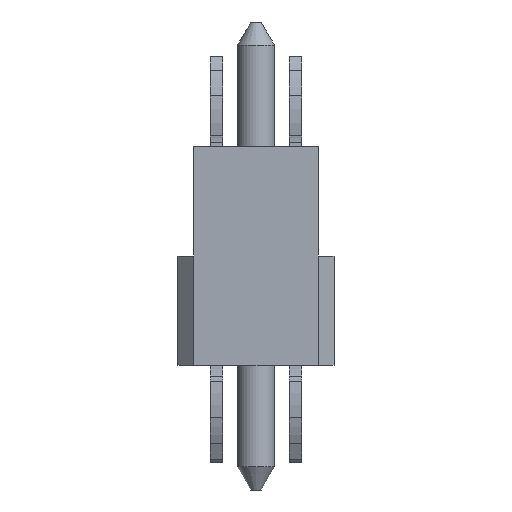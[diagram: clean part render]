
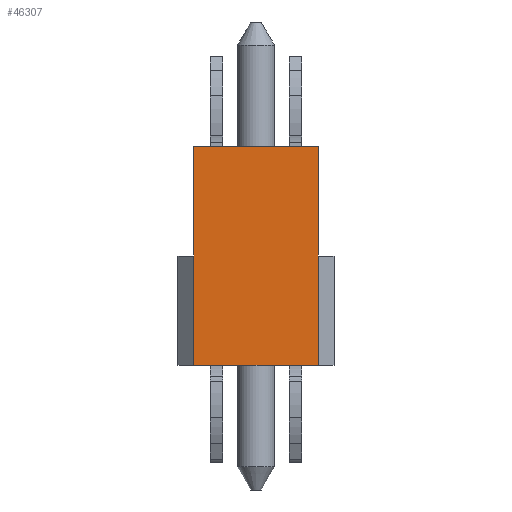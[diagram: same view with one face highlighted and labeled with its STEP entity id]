
A CAD part, left-side view. The second image highlights one B-rep face of the part: STEP entity #46307.
In plain terms, the highlighted planar face has unit normal (-1, 0, 0).
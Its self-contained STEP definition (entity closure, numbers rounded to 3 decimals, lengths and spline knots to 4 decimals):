
#6910=FACE_OUTER_BOUND('',#9553,.T.);
#9553=EDGE_LOOP('',(#42858,#42859,#42860,#42861,#42862,#42863));
#13566=LINE('',#79806,#17613);
#13576=LINE('',#79872,#17623);
#13589=LINE('',#79952,#17636);
#13590=LINE('',#79955,#17637);
#13608=LINE('',#79994,#17655);
#13609=LINE('',#79995,#17656);
#17613=VECTOR('',#65869,1000.);
#17623=VECTOR('',#65929,1000.);
#17636=VECTOR('',#66012,1000.);
#17637=VECTOR('',#66015,1000.);
#17655=VECTOR('',#66071,1000.);
#17656=VECTOR('',#66072,1000.);
#22188=VERTEX_POINT('',#79803);
#22189=VERTEX_POINT('',#79805);
#22218=VERTEX_POINT('',#79866);
#22220=VERTEX_POINT('',#79870);
#22252=VERTEX_POINT('',#79950);
#22253=VERTEX_POINT('',#79954);
#29038=EDGE_CURVE('',#22189,#22188,#13566,.T.);
#29071=EDGE_CURVE('',#22220,#22218,#13576,.T.);
#29111=EDGE_CURVE('',#22188,#22252,#13589,.T.);
#29112=EDGE_CURVE('',#22253,#22189,#13590,.T.);
#29132=EDGE_CURVE('',#22218,#22252,#13608,.F.);
#29133=EDGE_CURVE('',#22220,#22253,#13609,.F.);
#42858=ORIENTED_EDGE('',*,*,#29038,.T.);
#42859=ORIENTED_EDGE('',*,*,#29111,.T.);
#42860=ORIENTED_EDGE('',*,*,#29132,.F.);
#42861=ORIENTED_EDGE('',*,*,#29071,.F.);
#42862=ORIENTED_EDGE('',*,*,#29133,.T.);
#42863=ORIENTED_EDGE('',*,*,#29112,.T.);
#43915=PLANE('',#51564);
#46307=ADVANCED_FACE('',(#6910),#43915,.F.);
#51564=AXIS2_PLACEMENT_3D('',#79993,#66069,#66070);
#65869=DIRECTION('',(0.,-1.,0.));
#65929=DIRECTION('',(0.,-1.,0.));
#66012=DIRECTION('',(0.,0.,1.));
#66015=DIRECTION('',(0.,0.,-1.));
#66069=DIRECTION('center_axis',(1.,0.,0.));
#66070=DIRECTION('ref_axis',(0.,1.,0.));
#66071=DIRECTION('',(0.,0.,1.));
#66072=DIRECTION('',(0.,0.,1.));
#79803=CARTESIAN_POINT('',(-33.02,28.,0.));
#79805=CARTESIAN_POINT('',(-33.02,32.,0.));
#79806=CARTESIAN_POINT('',(-33.02,27.5,0.));
#79866=CARTESIAN_POINT('',(-33.02,28.,7.));
#79870=CARTESIAN_POINT('',(-33.02,32.,7.));
#79872=CARTESIAN_POINT('',(-33.02,27.5,7.));
#79950=CARTESIAN_POINT('',(-33.02,28.,3.5));
#79952=CARTESIAN_POINT('',(-33.02,28.,7.));
#79954=CARTESIAN_POINT('',(-33.02,32.,3.5));
#79955=CARTESIAN_POINT('',(-33.02,32.,7.));
#79993=CARTESIAN_POINT('Origin',(-33.02,27.5,7.));
#79994=CARTESIAN_POINT('',(-33.02,28.,7.));
#79995=CARTESIAN_POINT('',(-33.02,32.,5.5));
